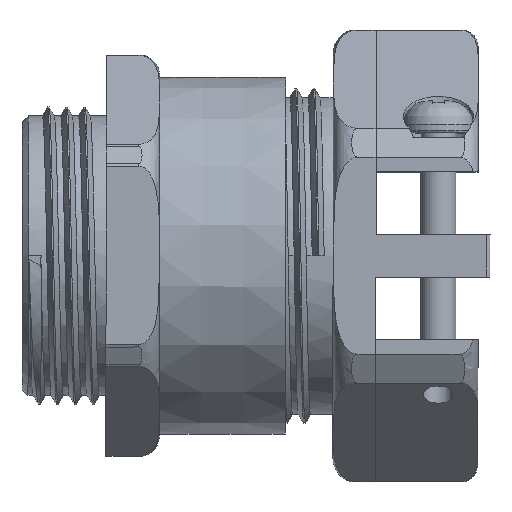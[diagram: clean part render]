
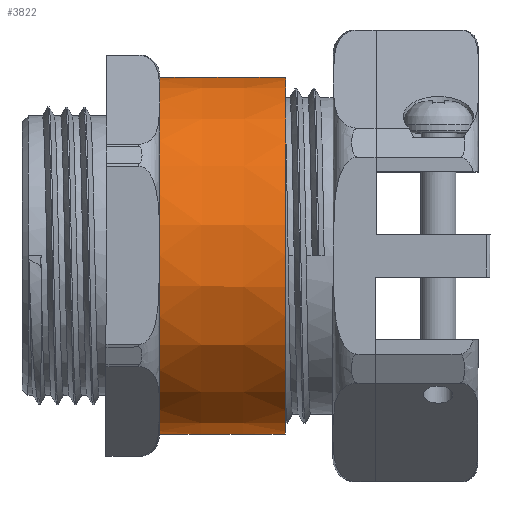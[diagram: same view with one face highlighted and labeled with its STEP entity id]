
A CAD part, top view. The second image highlights one B-rep face of the part: STEP entity #3822.
In plain terms, the highlighted conical face has half-angle 0.052 degrees and reference radius 14.865 mm.
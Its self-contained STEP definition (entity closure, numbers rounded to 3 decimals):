
#245=FACE_BOUND('',#1266,.T.);
#1023=FACE_OUTER_BOUND('',#1265,.T.);
#1265=EDGE_LOOP('',(#3241));
#1266=EDGE_LOOP('',(#3242));
#1420=CIRCLE('',#4043,14.87);
#1445=CIRCLE('',#4093,14.86);
#1743=VERTEX_POINT('',#13739);
#1804=VERTEX_POINT('',#14990);
#2220=EDGE_CURVE('',#1743,#1743,#1420,.T.);
#2305=EDGE_CURVE('',#1804,#1804,#1445,.T.);
#3241=ORIENTED_EDGE('',*,*,#2305,.T.);
#3242=ORIENTED_EDGE('',*,*,#2220,.F.);
#3683=CONICAL_SURFACE('',#4110,14.865,0.052);
#3822=ADVANCED_FACE('',(#1023,#245),#3683,.T.);
#4043=AXIS2_PLACEMENT_3D('',#13740,#4600,#4601);
#4093=AXIS2_PLACEMENT_3D('',#14991,#4712,#4713);
#4110=AXIS2_PLACEMENT_3D('',#15009,#4746,#4747);
#4600=DIRECTION('center_axis',(1.,-0.001,
0.));
#4601=DIRECTION('ref_axis',(0.001,1.,0.));
#4712=DIRECTION('center_axis',(1.,-0.001,
0.));
#4713=DIRECTION('ref_axis',(0.001,1.,0.));
#4746=DIRECTION('center_axis',(1.,-0.001,
0.));
#4747=DIRECTION('ref_axis',(0.001,1.,0.));
#13739=CARTESIAN_POINT('',(0.,14.87,0.));
#13740=CARTESIAN_POINT('Origin',(-0.014,0.,
0.));
#14990=CARTESIAN_POINT('',(-10.5,14.87,0.));
#14991=CARTESIAN_POINT('Origin',(-10.514,0.01,
0.));
#15009=CARTESIAN_POINT('Origin',(-5.264,0.005,
0.));
